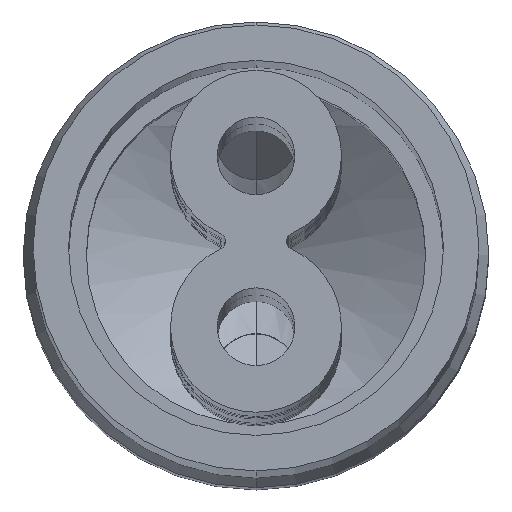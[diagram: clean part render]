
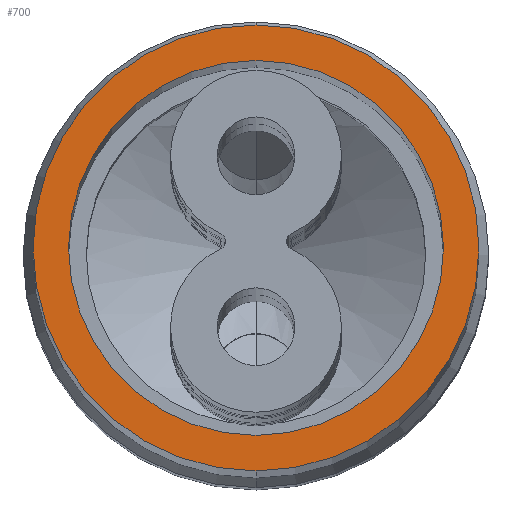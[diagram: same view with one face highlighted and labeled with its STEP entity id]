
A CAD part, top view. The second image highlights one B-rep face of the part: STEP entity #700.
In plain terms, the highlighted planar face has unit normal (0, 0, 1).
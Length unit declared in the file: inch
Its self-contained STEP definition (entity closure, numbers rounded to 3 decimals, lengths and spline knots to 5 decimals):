
#469=CARTESIAN_POINT('',(0.,0.,0.413));
#470=DIRECTION('',(0.,0.,1.));
#471=DIRECTION('',(0.,1.,0.));
#472=AXIS2_PLACEMENT_3D('',#469,#470,#471);
#474=CARTESIAN_POINT('',(0.,0.,0.413));
#475=DIRECTION('',(0.,0.,-1.));
#476=DIRECTION('',(0.,1.,0.));
#477=AXIS2_PLACEMENT_3D('',#474,#475,#476);
#573=CARTESIAN_POINT('',(0.,0.,0.413));
#574=DIRECTION('',(0.,0.,-1.));
#575=DIRECTION('',(0.,1.,0.));
#576=AXIS2_PLACEMENT_3D('',#573,#574,#575);
#582=CARTESIAN_POINT('',(0.,0.,0.413));
#583=DIRECTION('',(0.,0.,1.));
#584=DIRECTION('',(0.,1.,0.));
#585=AXIS2_PLACEMENT_3D('',#582,#583,#584);
#641=CARTESIAN_POINT('',(0.,0.095,0.413));
#643=VERTEX_POINT('',#641);
#661=CARTESIAN_POINT('',(0.,0.113,0.413));
#662=VERTEX_POINT('',#661);
#663=CARTESIAN_POINT('',(0.,-0.095,0.413));
#665=VERTEX_POINT('',#663);
#681=CARTESIAN_POINT('',(0.,-0.113,0.413));
#682=VERTEX_POINT('',#681);
#683=CARTESIAN_POINT('',(0.,0.,0.413));
#684=DIRECTION('',(0.,0.,1.));
#685=DIRECTION('',(0.,1.,0.));
#686=AXIS2_PLACEMENT_3D('',#683,#684,#685);
#687=PLANE('',#686);
#689=ORIENTED_EDGE('',*,*,#688,.F.);
#691=ORIENTED_EDGE('',*,*,#690,.T.);
#692=EDGE_LOOP('',(#689,#691));
#693=FACE_OUTER_BOUND('',#692,.F.);
#695=ORIENTED_EDGE('',*,*,#694,.F.);
#697=ORIENTED_EDGE('',*,*,#696,.T.);
#698=EDGE_LOOP('',(#695,#697));
#699=FACE_BOUND('',#698,.F.);
#700=ADVANCED_FACE('',(#693,#699),#687,.T.);
#473=CIRCLE('',#472,0.113);
#478=CIRCLE('',#477,0.113);
#577=CIRCLE('',#576,0.095);
#586=CIRCLE('',#585,0.095);
#688=EDGE_CURVE('',#662,#682,#473,.T.);
#690=EDGE_CURVE('',#662,#682,#478,.T.);
#694=EDGE_CURVE('',#643,#665,#577,.T.);
#696=EDGE_CURVE('',#643,#665,#586,.T.);
